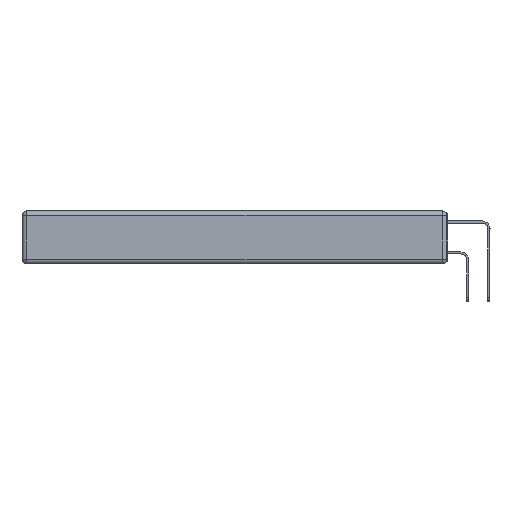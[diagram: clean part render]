
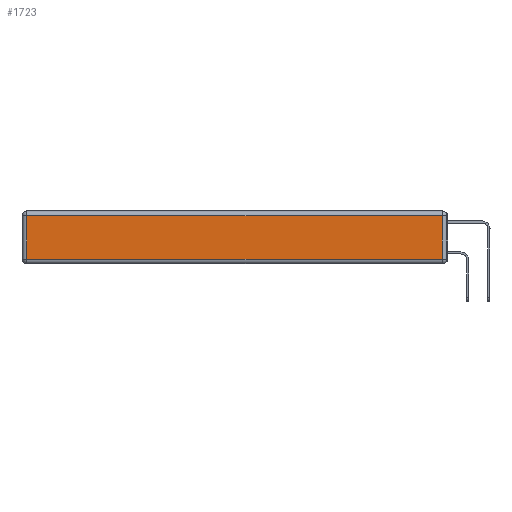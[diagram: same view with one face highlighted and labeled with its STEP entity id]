
A CAD part, left-side view. The second image highlights one B-rep face of the part: STEP entity #1723.
In plain terms, the highlighted planar face has unit normal (-1, 0, 0).
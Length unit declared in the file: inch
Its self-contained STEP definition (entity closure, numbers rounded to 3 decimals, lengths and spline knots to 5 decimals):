
#593 = CARTESIAN_POINT ( 'NONE',  ( 0., 0.03, -0.03 ) ) ;
#706 = EDGE_CURVE ( 'NONE', #5474, #3926, #18852, .T. ) ;
#892 = DIRECTION ( 'NONE',  ( 0., 0., 1. ) ) ;
#1239 = ORIENTED_EDGE ( 'NONE', *, *, #17240, .T. ) ;
#1282 = LINE ( 'NONE', #7202, #17289 ) ;
#1723 = ADVANCED_FACE ( 'NONE', ( #9619 ), #8703, .T. ) ;
#3350 = VECTOR ( 'NONE', #16155, 39.37008 ) ;
#3926 = VERTEX_POINT ( 'NONE', #10825 ) ;
#4992 = ORIENTED_EDGE ( 'NONE', *, *, #706, .T. ) ;
#5424 = DIRECTION ( 'NONE',  ( 0., -1., 0. ) ) ;
#5474 = VERTEX_POINT ( 'NONE', #593 ) ;
#6047 = EDGE_LOOP ( 'NONE', ( #13424, #13327, #4992, #1239 ) ) ;
#6973 = LINE ( 'NONE', #8516, #3350 ) ;
#7202 = CARTESIAN_POINT ( 'NONE',  ( 0., 0., -0.313 ) ) ;
#7275 = DIRECTION ( 'NONE',  ( -1., 0., 0. ) ) ;
#8255 = CARTESIAN_POINT ( 'NONE',  ( 0., 0.03, -0.313 ) ) ;
#8516 = CARTESIAN_POINT ( 'NONE',  ( 0., 2.72, -0.343 ) ) ;
#8578 = CARTESIAN_POINT ( 'NONE',  ( 0., 0.03, -0.343 ) ) ;
#8703 = PLANE ( 'NONE',  #19837 ) ;
#9411 = VECTOR ( 'NONE', #13938, 39.37008 ) ;
#9619 = FACE_OUTER_BOUND ( 'NONE', #6047, .T. ) ;
#9898 = VERTEX_POINT ( 'NONE', #13768 ) ;
#10210 = CARTESIAN_POINT ( 'NONE',  ( 0., 0., -0.343 ) ) ;
#10606 = EDGE_CURVE ( 'NONE', #9898, #13834, #1282, .T. ) ;
#10825 = CARTESIAN_POINT ( 'NONE',  ( 0., 2.72, -0.03 ) ) ;
#12137 = CARTESIAN_POINT ( 'NONE',  ( 0., 2.75, -0.03 ) ) ;
#12195 = EDGE_CURVE ( 'NONE', #13834, #5474, #14043, .T. ) ;
#13327 = ORIENTED_EDGE ( 'NONE', *, *, #12195, .T. ) ;
#13424 = ORIENTED_EDGE ( 'NONE', *, *, #10606, .T. ) ;
#13768 = CARTESIAN_POINT ( 'NONE',  ( 0., 2.72, -0.313 ) ) ;
#13834 = VERTEX_POINT ( 'NONE', #8255 ) ;
#13938 = DIRECTION ( 'NONE',  ( 0., 1., 0. ) ) ;
#14043 = LINE ( 'NONE', #8578, #19164 ) ;
#14580 = DIRECTION ( 'NONE',  ( 0., 0., 1. ) ) ;
#16155 = DIRECTION ( 'NONE',  ( 0., 0., -1. ) ) ;
#17240 = EDGE_CURVE ( 'NONE', #3926, #9898, #6973, .T. ) ;
#17289 = VECTOR ( 'NONE', #5424, 39.37008 ) ;
#18852 = LINE ( 'NONE', #12137, #9411 ) ;
#19164 = VECTOR ( 'NONE', #14580, 39.37008 ) ;
#19837 = AXIS2_PLACEMENT_3D ( 'NONE', #10210, #7275, #892 ) ;
